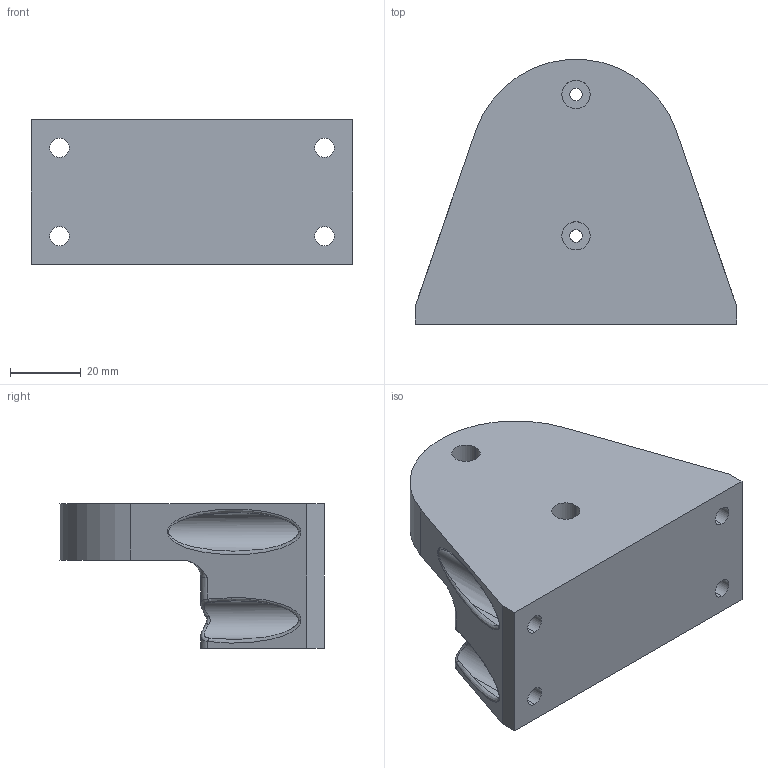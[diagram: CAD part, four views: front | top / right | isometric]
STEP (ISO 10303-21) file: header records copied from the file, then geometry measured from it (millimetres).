
FILE_DESCRIPTION (( 'STEP AP214' ), '1' );
FILE_NAME ('jsk_fetch_l515headmount.STEP', '2021-07-29T05:55:12', ( '' ), ( '' ), 'SwSTEP 2.0', 'SolidWorks 2019', '' );
FILE_SCHEMA (( 'AUTOMOTIVE_DESIGN' ));
Length unit declared in the file: millimetre
Products named in the file (1): jsk_fetch_l515headmount
Bounding box: 91 x 74.9 x 41 mm (x, y, z)
Volume: 101370.9 mm3; surface area: 22113.1 mm2
Topology: 1 solids, 1 shells, 58 faces, 145 edges, 93 vertices
Faces by surface type: cylinder 29, plane 15, bspline 9, torus 5
Entity records: 2725 total; most frequent: CARTESIAN_POINT 1324, ORIENTED_EDGE 290, DIRECTION 285, EDGE_CURVE 145, AXIS2_PLACEMENT_3D 116, VERTEX_POINT 93, EDGE_LOOP 74, CIRCLE 66
